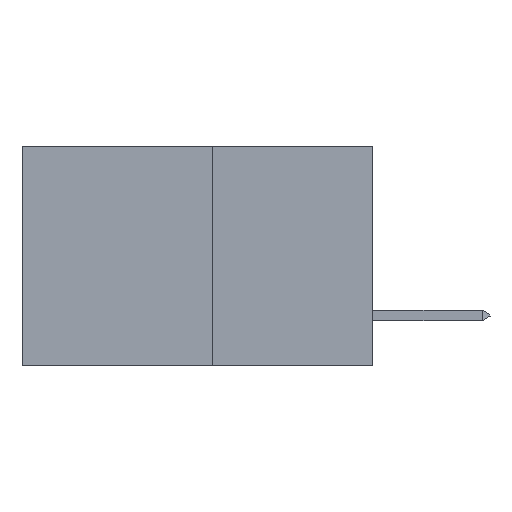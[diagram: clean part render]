
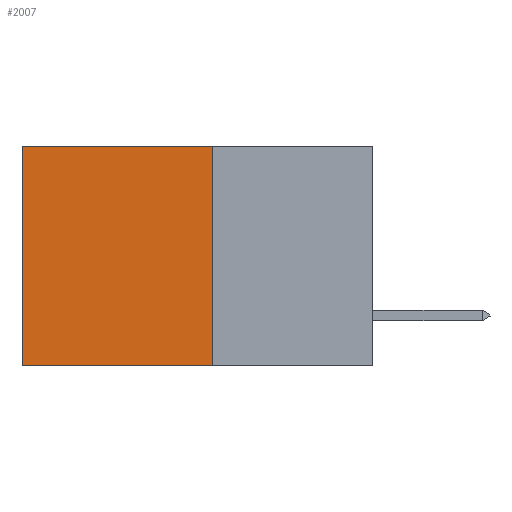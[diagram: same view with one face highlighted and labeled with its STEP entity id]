
A CAD part, left-side view. The second image highlights one B-rep face of the part: STEP entity #2007.
In plain terms, the highlighted planar face has unit normal (-1, 0, 0).
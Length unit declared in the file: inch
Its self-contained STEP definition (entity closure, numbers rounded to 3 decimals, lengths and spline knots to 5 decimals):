
#195 = ORIENTED_EDGE ( 'NONE', *, *, #9258, .F. ) ;
#1181 = DIRECTION ( 'NONE',  ( 1., 0., 0. ) ) ;
#2007 = ADVANCED_FACE ( 'NONE', ( #8777 ), #7358, .F. ) ;
#2208 = EDGE_CURVE ( 'NONE', #12915, #11796, #14956, .T. ) ;
#2674 = CARTESIAN_POINT ( 'NONE',  ( 0.277, 0.27, -0.37 ) ) ;
#2877 = AXIS2_PLACEMENT_3D ( 'NONE', #15068, #1181, #9614 ) ;
#3031 = CARTESIAN_POINT ( 'NONE',  ( 0.277, 0.27, 0. ) ) ;
#3089 = LINE ( 'NONE', #14003, #8971 ) ;
#3166 = CARTESIAN_POINT ( 'NONE',  ( 0.277, 0.27, 0. ) ) ;
#3215 = CARTESIAN_POINT ( 'NONE',  ( 0.277, 0.27, -0.37 ) ) ;
#3315 = EDGE_CURVE ( 'NONE', #9345, #11107, #12663, .T. ) ;
#3520 = EDGE_CURVE ( 'NONE', #11796, #11107, #14712, .T. ) ;
#3938 = VECTOR ( 'NONE', #11292, 39.37008 ) ;
#5004 = DIRECTION ( 'NONE',  ( 0., 0., -1. ) ) ;
#7332 = CARTESIAN_POINT ( 'NONE',  ( 0.277, 0.59, -0.37 ) ) ;
#7358 = PLANE ( 'NONE',  #2877 ) ;
#8777 = FACE_OUTER_BOUND ( 'NONE', #14248, .T. ) ;
#8971 = VECTOR ( 'NONE', #15097, 39.37008 ) ;
#9258 = EDGE_CURVE ( 'NONE', #12915, #9345, #3089, .T. ) ;
#9345 = VERTEX_POINT ( 'NONE', #2674 ) ;
#9614 = DIRECTION ( 'NONE',  ( 0., 0., -1. ) ) ;
#10152 = DIRECTION ( 'NONE',  ( 0., 1., 0. ) ) ;
#11107 = VERTEX_POINT ( 'NONE', #12892 ) ;
#11292 = DIRECTION ( 'NONE',  ( 0., 1., 0. ) ) ;
#11796 = VERTEX_POINT ( 'NONE', #13810 ) ;
#11983 = VECTOR ( 'NONE', #5004, 39.37008 ) ;
#12048 = VECTOR ( 'NONE', #10152, 39.37008 ) ;
#12663 = LINE ( 'NONE', #3215, #3938 ) ;
#12827 = ORIENTED_EDGE ( 'NONE', *, *, #3520, .T. ) ;
#12892 = CARTESIAN_POINT ( 'NONE',  ( 0.277, 0.59, -0.37 ) ) ;
#12915 = VERTEX_POINT ( 'NONE', #3031 ) ;
#13701 = ORIENTED_EDGE ( 'NONE', *, *, #2208, .T. ) ;
#13810 = CARTESIAN_POINT ( 'NONE',  ( 0.277, 0.59, 0. ) ) ;
#14003 = CARTESIAN_POINT ( 'NONE',  ( 0.277, 0.27, -0.37 ) ) ;
#14248 = EDGE_LOOP ( 'NONE', ( #12827, #14256, #195, #13701 ) ) ;
#14256 = ORIENTED_EDGE ( 'NONE', *, *, #3315, .F. ) ;
#14712 = LINE ( 'NONE', #7332, #11983 ) ;
#14956 = LINE ( 'NONE', #3166, #12048 ) ;
#15068 = CARTESIAN_POINT ( 'NONE',  ( 0.277, 0.27, -0.37 ) ) ;
#15097 = DIRECTION ( 'NONE',  ( 0., 0., -1. ) ) ;
